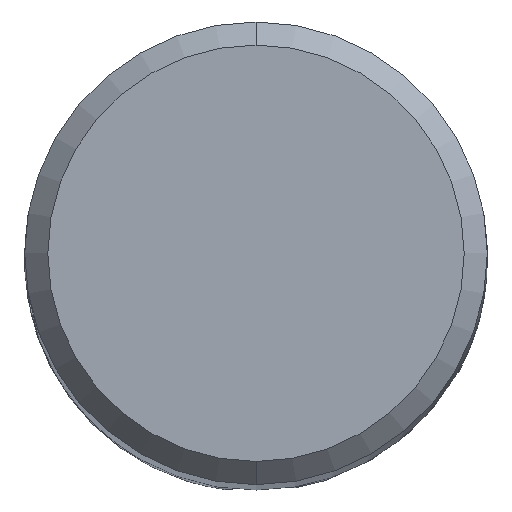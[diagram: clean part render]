
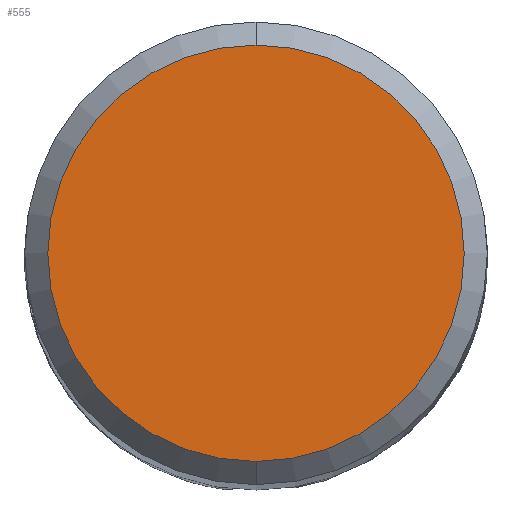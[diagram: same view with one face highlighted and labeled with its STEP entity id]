
A CAD part, top view. The second image highlights one B-rep face of the part: STEP entity #555.
In plain terms, the highlighted planar face has unit normal (0, 0, 1).
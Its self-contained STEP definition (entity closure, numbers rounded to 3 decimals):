
#483=VERTEX_POINT('',#1047);
#555=ADVANCED_FACE('',(#1128),#1129,.T.);
#601=EDGE_CURVE('',#675,#483,#1180,.T.);
#675=VERTEX_POINT('',#1262);
#741=EDGE_CURVE('',#483,#675,#1338,.T.);
#1047=CARTESIAN_POINT('',(0.,-4.5,0.0));
#1128=FACE_OUTER_BOUND('',#2205,.T.);
#1129=PLANE('',#2206);
#1180=CIRCLE('',#2390,4.5);
#1262=CARTESIAN_POINT('',(0.0,4.5,0.0));
#1338=CIRCLE('',#3158,4.5);
#2205=EDGE_LOOP('',(#4110,#4111));
#2206=AXIS2_PLACEMENT_3D('',#4112,#4113,#4114);
#2390=AXIS2_PLACEMENT_3D('',#4165,#4166,#4167);
#3158=AXIS2_PLACEMENT_3D('',#4392,#4393,#4394);
#4110=ORIENTED_EDGE('',*,*,#601,.F.);
#4111=ORIENTED_EDGE('',*,*,#741,.F.);
#4112=CARTESIAN_POINT('',(0.0,2.25,0.0));
#4113=DIRECTION('',(-0.0,0.0,1.0));
#4114=DIRECTION('',(0.0,-1.0,0.0));
#4165=CARTESIAN_POINT('',(0.0,0.0,0.0));
#4166=DIRECTION('',(0.0,0.0,-1.0));
#4167=DIRECTION('',(0.0,1.0,0.0));
#4392=CARTESIAN_POINT('',(0.0,0.0,0.0));
#4393=DIRECTION('',(0.0,0.0,-1.0));
#4394=DIRECTION('',(0.0,1.0,0.0));
